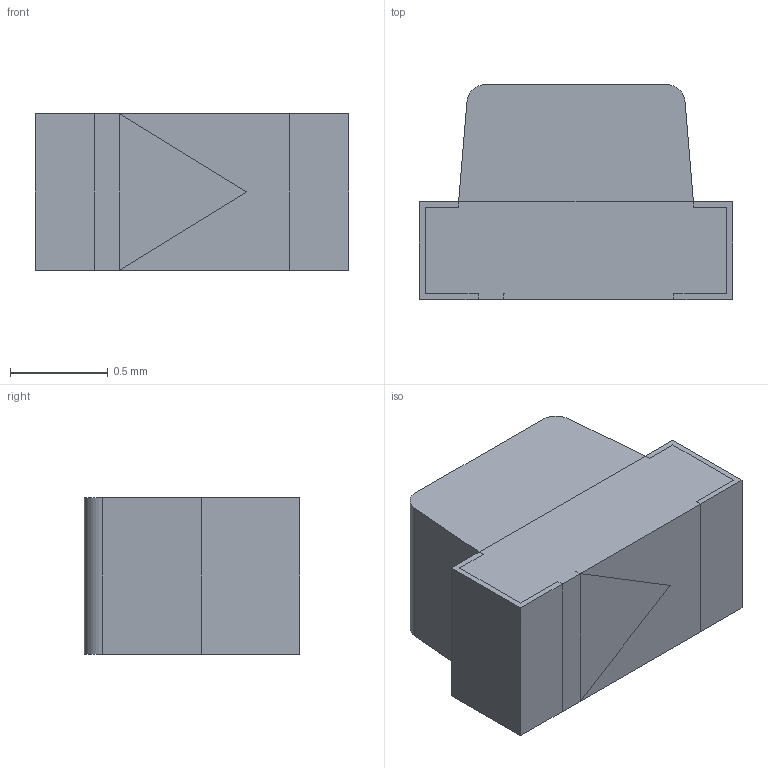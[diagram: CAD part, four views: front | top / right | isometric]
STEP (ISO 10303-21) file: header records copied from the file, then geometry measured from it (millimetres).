
FILE_DESCRIPTION (( 'STEP AP214' ), '1' );
FILE_NAME ('XZxx53.STEP', '2015-09-11T15:58:25', ( '' ), ( '' ), 'SwSTEP 2.0', 'SolidWorks 2012', '' );
FILE_SCHEMA (( 'AUTOMOTIVE_DESIGN' ));
Length unit declared in the file: millimetre
Products named in the file (1): XZxx53
Bounding box: 1.6 x 1.1 x 0.8 mm (x, y, z)
Volume: 1.2 mm3; surface area: 12.7 mm2
Topology: 5 solids, 5 shells, 47 faces, 111 edges, 74 vertices
Faces by surface type: plane 45, cylinder 2
Entity records: 1476 total; most frequent: CARTESIAN_POINT 233, ORIENTED_EDGE 222, DIRECTION 211, EDGE_CURVE 111, LINE 107, VECTOR 107, VERTEX_POINT 74, AXIS2_PLACEMENT_3D 52
